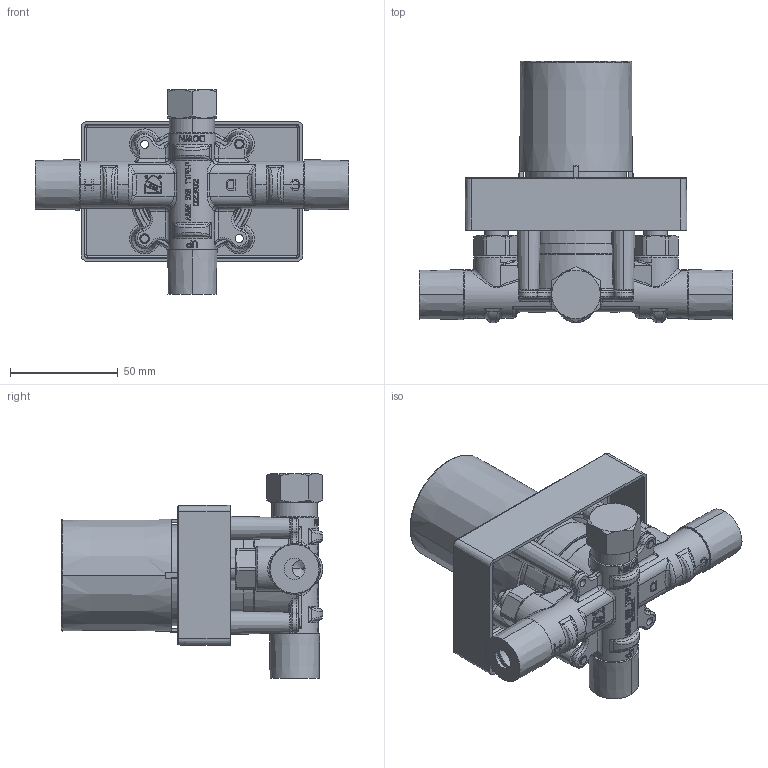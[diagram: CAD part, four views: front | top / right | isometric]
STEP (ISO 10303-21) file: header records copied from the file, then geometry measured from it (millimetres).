
FILE_DESCRIPTION((''),'2;1');
FILE_NAME('Q23102-XX-CD','2018-10-18T',('g1000998'),(''),'PRO/ENGINEER BY PARAMETRIC TECHNOLOGY CORPORATION, 2011490','PRO/ENGINEER BY PARAMETRIC TECHNOLOGY CORPORATION, 2011490','');
FILE_SCHEMA(('CONFIG_CONTROL_DESIGN'));
Length unit declared in the file: millimetre
Products named in the file (22): ATBY0267-10; CTPC0098; ATBY0267; CTMB0550_AF0; CTWR0300_AF0; ATBA0318; CTBT0078; CTMB0549_AF0; CTNB0263_AF0; CTRR0009_AF0; CTRR0165_AF0; CTRR0165_AF1; ATBY0276; CTRR0204_AF0; ATBA0300; CTCT0051; CTCP0362; CTWR0249; CTTB0038; CTCP0563; CTST1005; Q23102-XX-CD
Assembly tree (27 placements, depth 3):
  Q23102-XX-CD
    ATBY0267
      ATBY0267-10
      CTPC0098
    ATBA0318  x2
      CTMB0550_AF0
      CTWR0300_AF0
    CTBT0078  x2
    ATBY0276  x2
      CTMB0549_AF0
      CTNB0263_AF0
      CTRR0009_AF0
      CTRR0165_AF0
      CTRR0165_AF1
    CTRR0204_AF0
    ATBA0300
    CTCT0051
    CTCP0362  x3
    CTWR0249
    CTTB0038
    CTCP0563
    CTST1005  x2
Bounding box: 145.8 x 121.3 x 95.2 mm (x, y, z)
Volume: 219684.9 mm3; surface area: 147025.4 mm2
Topology: 30 solids, 30 shells, 3139 faces, 8278 edges, 5328 vertices
Faces by surface type: plane 1979, cylinder 390, cone 229, extrusion 196, bspline 170, torus 152, sphere 23
Entity records: 118621 total; most frequent: CARTESIAN_POINT 48805, ORIENTED_EDGE 15540, DIRECTION 12568, EDGE_CURVE 7770, VERTEX_POINT 5038, VECTOR 4346, LINE 4150, AXIS2_PLACEMENT_3D 4111
